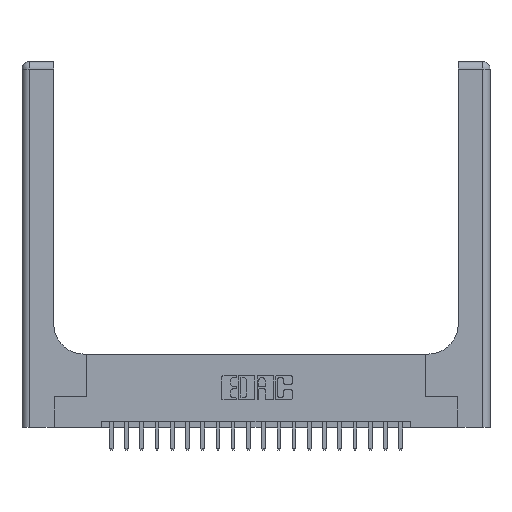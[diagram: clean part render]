
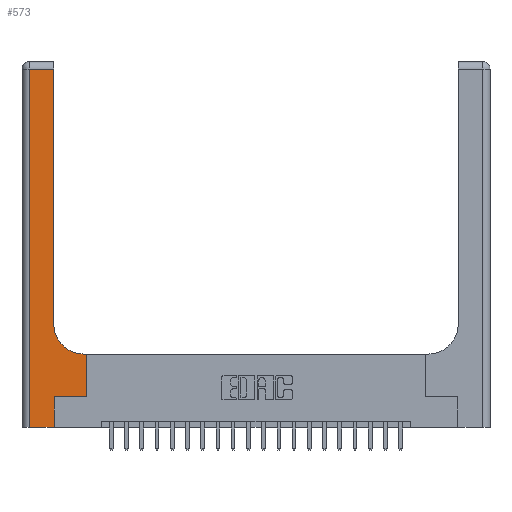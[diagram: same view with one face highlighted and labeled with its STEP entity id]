
A CAD part, top view. The second image highlights one B-rep face of the part: STEP entity #573.
In plain terms, the highlighted planar face has unit normal (0, 0, 1).
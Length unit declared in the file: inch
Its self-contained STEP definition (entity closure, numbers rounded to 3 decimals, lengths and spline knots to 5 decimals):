
#161 = VERTEX_POINT ( 'NONE', #11913 ) ;
#338 = EDGE_CURVE ( 'NONE', #4595, #18382, #6351, .T. ) ;
#573 = ADVANCED_FACE ( 'NONE', ( #7103 ), #4644, .F. ) ;
#595 = VECTOR ( 'NONE', #16493, 39.37008 ) ;
#602 = CIRCLE ( 'NONE', #9763, 0.25 ) ;
#1448 = ORIENTED_EDGE ( 'NONE', *, *, #18155, .T. ) ;
#1737 = DIRECTION ( 'NONE',  ( 0., 0., -1. ) ) ;
#2021 = VECTOR ( 'NONE', #16504, 39.37008 ) ;
#2412 = CARTESIAN_POINT ( 'NONE',  ( 0.06, 2.94, 0.37 ) ) ;
#2534 = VECTOR ( 'NONE', #12659, 39.37008 ) ;
#2683 = LINE ( 'NONE', #11372, #595 ) ;
#3341 = VECTOR ( 'NONE', #20153, 39.37008 ) ;
#3552 = CARTESIAN_POINT ( 'NONE',  ( 0.528, 0.6, 0.37 ) ) ;
#4595 = VERTEX_POINT ( 'NONE', #14443 ) ;
#4644 = PLANE ( 'NONE',  #6896 ) ;
#4880 = DIRECTION ( 'NONE',  ( 0., -1., 0. ) ) ;
#4889 = CARTESIAN_POINT ( 'NONE',  ( 0.51, 0.85, 0.37 ) ) ;
#4960 = CARTESIAN_POINT ( 'NONE',  ( 0.265, 0., 0.37 ) ) ;
#5889 = EDGE_CURVE ( 'NONE', #16621, #15169, #9478, .T. ) ;
#6027 = VECTOR ( 'NONE', #9766, 39.37008 ) ;
#6167 = EDGE_CURVE ( 'NONE', #17425, #17460, #19904, .T. ) ;
#6351 = LINE ( 'NONE', #19670, #19018 ) ;
#6568 = DIRECTION ( 'NONE',  ( 1., 0., 0. ) ) ;
#6896 = AXIS2_PLACEMENT_3D ( 'NONE', #18385, #1737, #20034 ) ;
#7103 = FACE_OUTER_BOUND ( 'NONE', #16496, .T. ) ;
#7264 = CARTESIAN_POINT ( 'NONE',  ( 0.265, 0.25, 0.37 ) ) ;
#7299 = VERTEX_POINT ( 'NONE', #13200 ) ;
#7789 = VERTEX_POINT ( 'NONE', #10294 ) ;
#7863 = CARTESIAN_POINT ( 'NONE',  ( 0.265, 0., 0.37 ) ) ;
#7997 = ORIENTED_EDGE ( 'NONE', *, *, #16022, .T. ) ;
#8302 = CARTESIAN_POINT ( 'NONE',  ( 0.528, 0.25, 0.37 ) ) ;
#9478 = LINE ( 'NONE', #21066, #2021 ) ;
#9679 = DIRECTION ( 'NONE',  ( -1., 0., 0. ) ) ;
#9763 = AXIS2_PLACEMENT_3D ( 'NONE', #4889, #11546, #13203 ) ;
#9766 = DIRECTION ( 'NONE',  ( 0., 1., 0. ) ) ;
#9893 = ORIENTED_EDGE ( 'NONE', *, *, #10123, .T. ) ;
#10123 = EDGE_CURVE ( 'NONE', #7789, #4595, #2683, .T. ) ;
#10294 = CARTESIAN_POINT ( 'NONE',  ( 0.26, 0.85, 0.37 ) ) ;
#10414 = CARTESIAN_POINT ( 'NONE',  ( 0.51, 0.6, 0.37 ) ) ;
#10716 = EDGE_CURVE ( 'NONE', #15169, #7789, #602, .T. ) ;
#10751 = LINE ( 'NONE', #19503, #19061 ) ;
#10974 = ORIENTED_EDGE ( 'NONE', *, *, #5889, .T. ) ;
#11372 = CARTESIAN_POINT ( 'NONE',  ( 0.26, 3., 0.37 ) ) ;
#11546 = DIRECTION ( 'NONE',  ( 0., 0., -1. ) ) ;
#11913 = CARTESIAN_POINT ( 'NONE',  ( 0.528, 0.25, 0.37 ) ) ;
#12659 = DIRECTION ( 'NONE',  ( 1., 0., 0. ) ) ;
#13200 = CARTESIAN_POINT ( 'NONE',  ( 0.06, 0., 0.37 ) ) ;
#13203 = DIRECTION ( 'NONE',  ( 1., 0., 0. ) ) ;
#13801 = ORIENTED_EDGE ( 'NONE', *, *, #16271, .T. ) ;
#13955 = CARTESIAN_POINT ( 'NONE',  ( 0., 0., 0.37 ) ) ;
#14443 = CARTESIAN_POINT ( 'NONE',  ( 0.26, 2.94, 0.37 ) ) ;
#14703 = ORIENTED_EDGE ( 'NONE', *, *, #338, .T. ) ;
#14803 = LINE ( 'NONE', #8302, #6027 ) ;
#14941 = VECTOR ( 'NONE', #4880, 39.37008 ) ;
#15169 = VERTEX_POINT ( 'NONE', #10414 ) ;
#16022 = EDGE_CURVE ( 'NONE', #17460, #161, #10751, .T. ) ;
#16243 = ORIENTED_EDGE ( 'NONE', *, *, #6167, .T. ) ;
#16271 = EDGE_CURVE ( 'NONE', #7299, #17425, #17751, .T. ) ;
#16493 = DIRECTION ( 'NONE',  ( 0., 1., 0. ) ) ;
#16496 = EDGE_LOOP ( 'NONE', ( #9893, #14703, #19044, #13801, #16243, #7997, #1448, #10974, #17813 ) ) ;
#16504 = DIRECTION ( 'NONE',  ( -1., 0., 0. ) ) ;
#16621 = VERTEX_POINT ( 'NONE', #3552 ) ;
#17425 = VERTEX_POINT ( 'NONE', #7863 ) ;
#17460 = VERTEX_POINT ( 'NONE', #7264 ) ;
#17751 = LINE ( 'NONE', #13955, #2534 ) ;
#17813 = ORIENTED_EDGE ( 'NONE', *, *, #10716, .T. ) ;
#18155 = EDGE_CURVE ( 'NONE', #161, #16621, #14803, .T. ) ;
#18382 = VERTEX_POINT ( 'NONE', #2412 ) ;
#18385 = CARTESIAN_POINT ( 'NONE',  ( 0., 3., 0.37 ) ) ;
#19018 = VECTOR ( 'NONE', #9679, 39.37008 ) ;
#19044 = ORIENTED_EDGE ( 'NONE', *, *, #20534, .T. ) ;
#19061 = VECTOR ( 'NONE', #6568, 39.37008 ) ;
#19503 = CARTESIAN_POINT ( 'NONE',  ( 0.265, 0.25, 0.37 ) ) ;
#19670 = CARTESIAN_POINT ( 'NONE',  ( 0., 2.94, 0.37 ) ) ;
#19727 = CARTESIAN_POINT ( 'NONE',  ( 0.06, 3., 0.37 ) ) ;
#19876 = LINE ( 'NONE', #19727, #14941 ) ;
#19904 = LINE ( 'NONE', #4960, #3341 ) ;
#20034 = DIRECTION ( 'NONE',  ( -1., 0., 0. ) ) ;
#20153 = DIRECTION ( 'NONE',  ( 0., 1., 0. ) ) ;
#20534 = EDGE_CURVE ( 'NONE', #18382, #7299, #19876, .T. ) ;
#21066 = CARTESIAN_POINT ( 'NONE',  ( 0.26, 0.6, 0.37 ) ) ;
